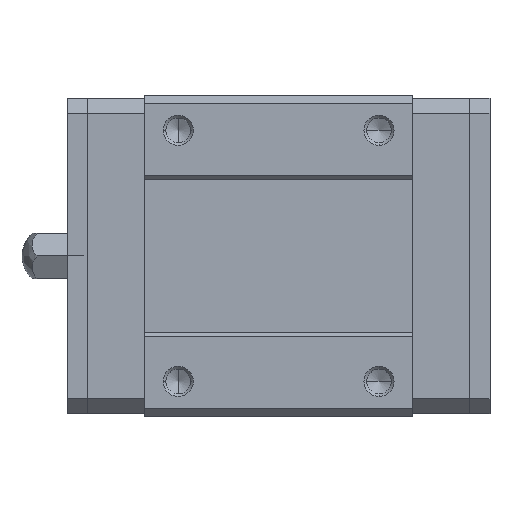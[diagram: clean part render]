
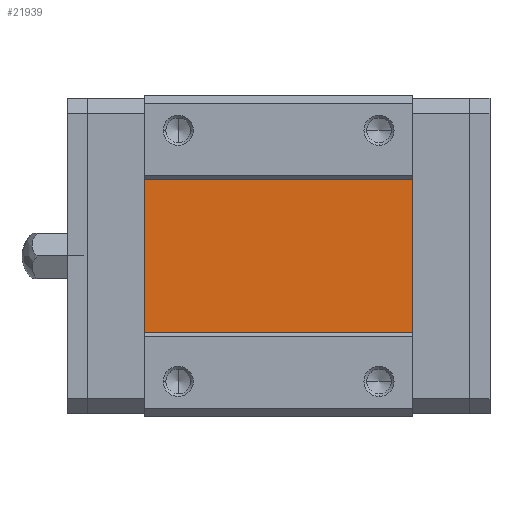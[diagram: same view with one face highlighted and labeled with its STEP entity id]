
A CAD part, top view. The second image highlights one B-rep face of the part: STEP entity #21939.
In plain terms, the highlighted planar face has unit normal (0, 0, 1).
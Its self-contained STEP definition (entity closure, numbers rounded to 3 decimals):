
#871 = DIRECTION ( 'NONE',  ( 0., 0., 1. ) ) ;
#1939 = DIRECTION ( 'NONE',  ( 0., -1., 0. ) ) ;
#2673 = CARTESIAN_POINT ( 'NONE',  ( 7.7, -7.6, 11.6 ) ) ;
#7450 = VERTEX_POINT ( 'NONE', #14682 ) ;
#8609 = FACE_OUTER_BOUND ( 'NONE', #21688, .T. ) ;
#8943 = LINE ( 'NONE', #15310, #11083 ) ;
#9247 = ORIENTED_EDGE ( 'NONE', *, *, #20370, .T. ) ;
#10989 = LINE ( 'NONE', #24267, #17003 ) ;
#11083 = VECTOR ( 'NONE', #20885, 1000. ) ;
#11602 = ORIENTED_EDGE ( 'NONE', *, *, #14313, .T. ) ;
#11768 = LINE ( 'NONE', #19701, #15345 ) ;
#12248 = PLANE ( 'NONE',  #20265 ) ;
#12999 = VERTEX_POINT ( 'NONE', #2673 ) ;
#14313 = EDGE_CURVE ( 'NONE', #7450, #12999, #11768, .T. ) ;
#14387 = ORIENTED_EDGE ( 'NONE', *, *, #23074, .T. ) ;
#14447 = DIRECTION ( 'NONE',  ( 1., 0., 0. ) ) ;
#14682 = CARTESIAN_POINT ( 'NONE',  ( 7.7, 7.6, 11.6 ) ) ;
#14951 = CARTESIAN_POINT ( 'NONE',  ( 34.4, -7.6, 11.6 ) ) ;
#15112 = VERTEX_POINT ( 'NONE', #20500 ) ;
#15310 = CARTESIAN_POINT ( 'NONE',  ( 7.7, 7.6, 11.6 ) ) ;
#15345 = VECTOR ( 'NONE', #1939, 1000. ) ;
#17003 = VECTOR ( 'NONE', #20487, 1000. ) ;
#17871 = EDGE_CURVE ( 'NONE', #21081, #15112, #19152, .T. ) ;
#18368 = CARTESIAN_POINT ( 'NONE',  ( 7.7, 0., 11.6 ) ) ;
#19152 = LINE ( 'NONE', #24742, #22002 ) ;
#19701 = CARTESIAN_POINT ( 'NONE',  ( 7.7, 0., 11.6 ) ) ;
#19854 = ORIENTED_EDGE ( 'NONE', *, *, #17871, .T. ) ;
#20265 = AXIS2_PLACEMENT_3D ( 'NONE', #18368, #871, #14447 ) ;
#20370 = EDGE_CURVE ( 'NONE', #15112, #7450, #8943, .T. ) ;
#20487 = DIRECTION ( 'NONE',  ( 1., 0., 0. ) ) ;
#20500 = CARTESIAN_POINT ( 'NONE',  ( 34.4, 7.6, 11.6 ) ) ;
#20575 = DIRECTION ( 'NONE',  ( 0., 1., 0. ) ) ;
#20885 = DIRECTION ( 'NONE',  ( -1., 0., 0. ) ) ;
#21081 = VERTEX_POINT ( 'NONE', #14951 ) ;
#21688 = EDGE_LOOP ( 'NONE', ( #11602, #14387, #19854, #9247 ) ) ;
#21939 = ADVANCED_FACE ( 'NONE', ( #8609 ), #12248, .T. ) ;
#22002 = VECTOR ( 'NONE', #20575, 1000. ) ;
#23074 = EDGE_CURVE ( 'NONE', #12999, #21081, #10989, .T. ) ;
#24267 = CARTESIAN_POINT ( 'NONE',  ( 7.7, -7.6, 11.6 ) ) ;
#24742 = CARTESIAN_POINT ( 'NONE',  ( 34.4, 0., 11.6 ) ) ;
